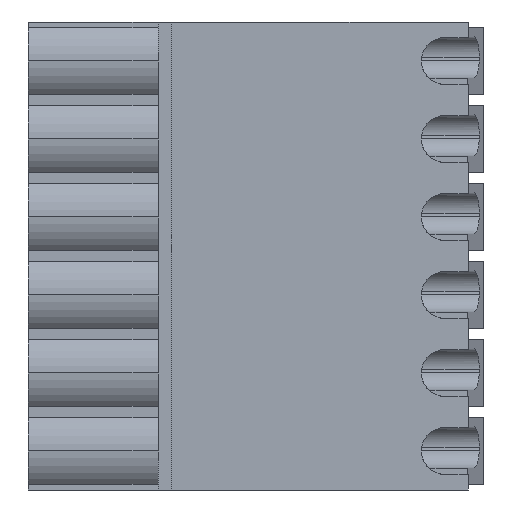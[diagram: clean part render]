
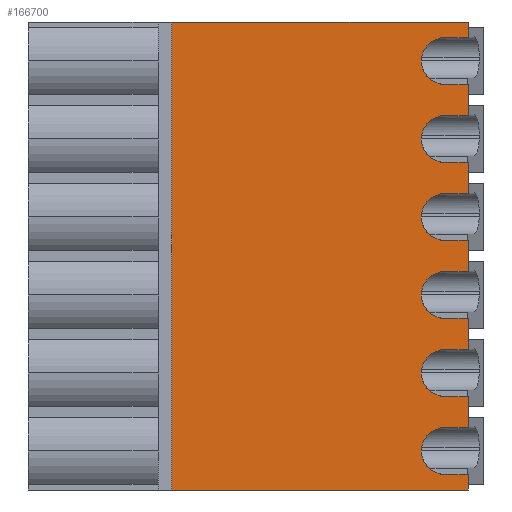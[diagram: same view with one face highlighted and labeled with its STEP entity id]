
A CAD part, front view. The second image highlights one B-rep face of the part: STEP entity #166700.
In plain terms, the highlighted planar face has unit normal (0, -1, 0).
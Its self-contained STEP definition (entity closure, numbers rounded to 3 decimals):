
#7790=CARTESIAN_POINT('',(-12.17,16.46,39.22));
#7800=VERTEX_POINT('',#7790);
#7830=CARTESIAN_POINT('',(35.06,16.46,39.22));
#7840=DIRECTION('',(-1.,0.,0.));
#7850=VECTOR('',#7840,1.);
#7860=LINE('',#7830,#7850);
#7870=CARTESIAN_POINT('',(-13.67,16.46,39.22));
#7880=VERTEX_POINT('',#7870);
#7890=EDGE_CURVE('',#7800,#7880,#7860,.T.);
#9260=CARTESIAN_POINT('',(-13.67,16.46,0.));
#9270=DIRECTION('',(0.,0.,-1.));
#9280=VECTOR('',#9270,1.);
#9290=LINE('',#9260,#9280);
#9300=CARTESIAN_POINT('',(-13.67,16.46,38.22));
#9310=VERTEX_POINT('',#9300);
#9320=EDGE_CURVE('',#7880,#9310,#9290,.T.);
#30900=CARTESIAN_POINT('',(-13.67,16.46,44.22));
#30910=VERTEX_POINT('',#30900);
#31080=CARTESIAN_POINT('',(-12.17,16.46,44.22));
#31090=VERTEX_POINT('',#31080);
#31120=CARTESIAN_POINT('',(35.06,16.46,44.22));
#31130=DIRECTION('',(-1.,0.,0.));
#31140=VECTOR('',#31130,1.);
#31150=LINE('',#31120,#31140);
#31160=EDGE_CURVE('',#31090,#30910,#31150,.T.);
#35390=CARTESIAN_POINT('',(0.,16.46,38.22));
#35400=DIRECTION('',(-1.,0.,0.));
#35410=VECTOR('',#35400,1.);
#35420=LINE('',#35390,#35410);
#35430=CARTESIAN_POINT('',(5.33,16.46,38.22));
#35440=VERTEX_POINT('',#35430);
#35450=EDGE_CURVE('',#35440,#9310,#35420,.T.);
#44670=CARTESIAN_POINT('',(-12.17,16.46,42.22));
#44680=VERTEX_POINT('',#44670);
#44770=CARTESIAN_POINT('',(-13.67,16.46,42.22));
#44780=VERTEX_POINT('',#44770);
#44810=CARTESIAN_POINT('',(0.,16.46,42.22));
#44820=DIRECTION('',(1.,0.,0.));
#44830=VECTOR('',#44820,1.);
#44840=LINE('',#44810,#44830);
#44850=EDGE_CURVE('',#44780,#44680,#44840,.T.);
#45180=CARTESIAN_POINT('',(-13.67,16.46,0.));
#45190=DIRECTION('',(0.,0.,-1.));
#45200=VECTOR('',#45190,1.);
#45210=LINE('',#45180,#45200);
#45220=EDGE_CURVE('',#30910,#44780,#45210,.T.);
#47420=CARTESIAN_POINT('',(-10.67,16.46,40.72));
#47430=VERTEX_POINT('',#47420);
#47460=CARTESIAN_POINT('',(-12.17,16.46,40.72));
#47470=DIRECTION('',(0.,1.,0.));
#47480=DIRECTION('',(-1.,0.,0.));
#47490=AXIS2_PLACEMENT_3D('',#47460,#47470,#47480);
#47500=CIRCLE('',#47490,1.5);
#47510=EDGE_CURVE('',#47430,#7800,#47500,.T.);
#50620=CARTESIAN_POINT('',(-13.67,16.46,49.22));
#50630=VERTEX_POINT('',#50620);
#50710=CARTESIAN_POINT('',(-12.17,16.46,49.22));
#50720=VERTEX_POINT('',#50710);
#50750=CARTESIAN_POINT('',(35.06,16.46,49.22));
#50760=DIRECTION('',(-1.,0.,0.));
#50770=VECTOR('',#50760,1.);
#50780=LINE('',#50750,#50770);
#50790=EDGE_CURVE('',#50720,#50630,#50780,.T.);
#63730=CARTESIAN_POINT('',(-10.67,16.46,50.72));
#63740=VERTEX_POINT('',#63730);
#63770=CARTESIAN_POINT('',(-12.17,16.46,50.72));
#63780=DIRECTION('',(0.,1.,0.));
#63790=DIRECTION('',(-1.,0.,0.));
#63800=AXIS2_PLACEMENT_3D('',#63770,#63780,#63790);
#63810=CIRCLE('',#63800,1.5);
#63820=EDGE_CURVE('',#63740,#50720,#63810,.T.);
#68260=CARTESIAN_POINT('',(-13.67,16.46,54.22));
#68270=VERTEX_POINT('',#68260);
#68440=CARTESIAN_POINT('',(-12.17,16.46,54.22));
#68450=VERTEX_POINT('',#68440);
#68480=CARTESIAN_POINT('',(35.06,16.46,54.22));
#68490=DIRECTION('',(-1.,0.,0.));
#68500=VECTOR('',#68490,1.);
#68510=LINE('',#68480,#68500);
#68520=EDGE_CURVE('',#68450,#68270,#68510,.T.);
#69660=CARTESIAN_POINT('',(-10.67,16.46,45.72));
#69670=VERTEX_POINT('',#69660);
#69700=CARTESIAN_POINT('',(-12.17,16.46,45.72));
#69710=DIRECTION('',(0.,1.,0.));
#69720=DIRECTION('',(-1.,0.,0.));
#69730=AXIS2_PLACEMENT_3D('',#69700,#69710,#69720);
#69740=CIRCLE('',#69730,1.5);
#69750=EDGE_CURVE('',#69670,#31090,#69740,.T.);
#71900=CARTESIAN_POINT('',(-13.67,16.46,5.));
#71910=DIRECTION('',(0.,0.,-1.));
#71920=VECTOR('',#71910,1.);
#71930=LINE('',#71900,#71920);
#71940=CARTESIAN_POINT('',(-13.67,16.46,47.22));
#71950=VERTEX_POINT('',#71940);
#71960=EDGE_CURVE('',#50630,#71950,#71930,.T.);
#84790=CARTESIAN_POINT('',(-12.17,16.46,47.22));
#84800=VERTEX_POINT('',#84790);
#84910=CARTESIAN_POINT('',(0.,16.46,47.22));
#84920=DIRECTION('',(1.,0.,0.));
#84930=VECTOR('',#84920,1.);
#84940=LINE('',#84910,#84930);
#84950=EDGE_CURVE('',#71950,#84800,#84940,.T.);
#94610=CARTESIAN_POINT('',(-13.67,16.46,10.));
#94620=DIRECTION('',(0.,0.,-1.));
#94630=VECTOR('',#94620,1.);
#94640=LINE('',#94610,#94630);
#94650=CARTESIAN_POINT('',(-13.67,16.46,52.22));
#94660=VERTEX_POINT('',#94650);
#94670=EDGE_CURVE('',#68270,#94660,#94640,.T.);
#96210=CARTESIAN_POINT('',(-12.17,16.46,52.22));
#96220=VERTEX_POINT('',#96210);
#96280=CARTESIAN_POINT('',(0.,16.46,52.22));
#96290=DIRECTION('',(1.,0.,0.));
#96300=VECTOR('',#96290,1.);
#96310=LINE('',#96280,#96300);
#96320=EDGE_CURVE('',#94660,#96220,#96310,.T.);
#96530=CARTESIAN_POINT('',(-13.67,16.46,59.22));
#96540=VERTEX_POINT('',#96530);
#96710=CARTESIAN_POINT('',(-12.17,16.46,59.22));
#96720=VERTEX_POINT('',#96710);
#96750=CARTESIAN_POINT('',(35.06,16.46,59.22));
#96760=DIRECTION('',(-1.,0.,0.));
#96770=VECTOR('',#96760,1.);
#96780=LINE('',#96750,#96770);
#96790=EDGE_CURVE('',#96720,#96540,#96780,.T.);
#120220=CARTESIAN_POINT('',(-13.67,16.46,15.));
#120230=DIRECTION('',(0.,0.,-1.));
#120240=VECTOR('',#120230,1.);
#120250=LINE('',#120220,#120240);
#120260=CARTESIAN_POINT('',(-13.67,16.46,57.22));
#120270=VERTEX_POINT('',#120260);
#120280=EDGE_CURVE('',#96540,#120270,#120250,.T.);
#121800=CARTESIAN_POINT('',(-12.17,16.46,57.22));
#121810=VERTEX_POINT('',#121800);
#121870=CARTESIAN_POINT('',(0.,16.46,57.22));
#121880=DIRECTION('',(1.,0.,0.));
#121890=VECTOR('',#121880,1.);
#121900=LINE('',#121870,#121890);
#121910=EDGE_CURVE('',#120270,#121810,#121900,.T.);
#126470=CARTESIAN_POINT('',(-13.67,16.46,64.22));
#126480=VERTEX_POINT('',#126470);
#126650=CARTESIAN_POINT('',(-12.17,16.46,64.22));
#126660=VERTEX_POINT('',#126650);
#126690=CARTESIAN_POINT('',(35.06,16.46,64.22));
#126700=DIRECTION('',(-1.,0.,0.));
#126710=VECTOR('',#126700,1.);
#126720=LINE('',#126690,#126710);
#126730=EDGE_CURVE('',#126660,#126480,#126720,.T.);
#127670=CARTESIAN_POINT('',(-10.67,16.46,60.72));
#127680=VERTEX_POINT('',#127670);
#127710=CARTESIAN_POINT('',(-12.17,16.46,60.72));
#127720=DIRECTION('',(0.,1.,0.));
#127730=DIRECTION('',(-1.,0.,0.));
#127740=AXIS2_PLACEMENT_3D('',#127710,#127720,#127730);
#127750=CIRCLE('',#127740,1.5);
#127760=EDGE_CURVE('',#127680,#96720,#127750,.T.);
#132010=CARTESIAN_POINT('',(-10.67,16.46,55.72));
#132020=VERTEX_POINT('',#132010);
#132050=CARTESIAN_POINT('',(-12.17,16.46,55.72));
#132060=DIRECTION('',(0.,1.,0.));
#132070=DIRECTION('',(-1.,0.,0.));
#132080=AXIS2_PLACEMENT_3D('',#132050,#132060,#132070);
#132090=CIRCLE('',#132080,1.5);
#132100=EDGE_CURVE('',#132020,#68450,#132090,.T.);
#155800=CARTESIAN_POINT('',(5.33,16.46,68.22));
#155810=VERTEX_POINT('',#155800);
#155840=CARTESIAN_POINT('',(0.,16.46,68.22));
#155850=DIRECTION('',(-1.,0.,0.));
#155860=VECTOR('',#155850,1.);
#155870=LINE('',#155840,#155860);
#155880=CARTESIAN_POINT('',(-13.67,16.46,68.22));
#155890=VERTEX_POINT('',#155880);
#155900=EDGE_CURVE('',#155810,#155890,#155870,.T.);
#157170=CARTESIAN_POINT('',(5.33,16.46,57.77));
#157180=DIRECTION('',(0.,0.,1.));
#157190=VECTOR('',#157180,1.);
#157200=LINE('',#157170,#157190);
#157210=EDGE_CURVE('',#35440,#155810,#157200,.T.);
#165870=CARTESIAN_POINT('',(5.333,16.46,68.673));
#165880=DIRECTION('',(0.,-1.,0.));
#165890=DIRECTION('',(-1.,0.,0.));
#165900=AXIS2_PLACEMENT_3D('',#165870,#165880,#165890);
#165910=PLANE('',#165900);
#165920=ORIENTED_EDGE('',*,*,#35450,.F.);
#165930=ORIENTED_EDGE('',*,*,#9320,.T.);
#165940=ORIENTED_EDGE('',*,*,#7890,.T.);
#165950=ORIENTED_EDGE('',*,*,#47510,.T.);
#165960=EDGE_CURVE('',#44680,#47430,#47500,.T.);
#165970=ORIENTED_EDGE('',*,*,#165960,.T.);
#165980=ORIENTED_EDGE('',*,*,#44850,.T.);
#165990=ORIENTED_EDGE('',*,*,#45220,.T.);
#166000=ORIENTED_EDGE('',*,*,#31160,.T.);
#166010=ORIENTED_EDGE('',*,*,#69750,.T.);
#166020=EDGE_CURVE('',#84800,#69670,#69740,.T.);
#166030=ORIENTED_EDGE('',*,*,#166020,.T.);
#166040=ORIENTED_EDGE('',*,*,#84950,.T.);
#166050=ORIENTED_EDGE('',*,*,#71960,.T.);
#166060=ORIENTED_EDGE('',*,*,#50790,.T.);
#166070=ORIENTED_EDGE('',*,*,#63820,.T.);
#166080=EDGE_CURVE('',#96220,#63740,#63810,.T.);
#166090=ORIENTED_EDGE('',*,*,#166080,.T.);
#166100=ORIENTED_EDGE('',*,*,#96320,.T.);
#166110=ORIENTED_EDGE('',*,*,#94670,.T.);
#166120=ORIENTED_EDGE('',*,*,#68520,.T.);
#166130=ORIENTED_EDGE('',*,*,#132100,.T.);
#166140=EDGE_CURVE('',#121810,#132020,#132090,.T.);
#166150=ORIENTED_EDGE('',*,*,#166140,.T.);
#166160=ORIENTED_EDGE('',*,*,#121910,.T.);
#166170=ORIENTED_EDGE('',*,*,#120280,.T.);
#166180=ORIENTED_EDGE('',*,*,#96790,.T.);
#166190=ORIENTED_EDGE('',*,*,#127760,.T.);
#166200=CARTESIAN_POINT('',(-12.17,16.46,62.22));
#166210=VERTEX_POINT('',#166200);
#166220=EDGE_CURVE('',#166210,#127680,#127750,.T.);
#166230=ORIENTED_EDGE('',*,*,#166220,.T.);
#166240=CARTESIAN_POINT('',(0.,16.46,62.22));
#166250=DIRECTION('',(1.,0.,0.));
#166260=VECTOR('',#166250,1.);
#166270=LINE('',#166240,#166260);
#166280=CARTESIAN_POINT('',(-13.67,16.46,62.22));
#166290=VERTEX_POINT('',#166280);
#166300=EDGE_CURVE('',#166290,#166210,#166270,.T.);
#166310=ORIENTED_EDGE('',*,*,#166300,.T.);
#166320=CARTESIAN_POINT('',(-13.67,16.46,20.));
#166330=DIRECTION('',(0.,0.,-1.));
#166340=VECTOR('',#166330,1.);
#166350=LINE('',#166320,#166340);
#166360=EDGE_CURVE('',#126480,#166290,#166350,.T.);
#166370=ORIENTED_EDGE('',*,*,#166360,.T.);
#166380=ORIENTED_EDGE('',*,*,#126730,.T.);
#166390=CARTESIAN_POINT('',(-12.17,16.46,65.72));
#166400=DIRECTION('',(0.,1.,0.));
#166410=DIRECTION('',(-1.,0.,0.));
#166420=AXIS2_PLACEMENT_3D('',#166390,#166400,#166410);
#166430=CIRCLE('',#166420,1.5);
#166440=CARTESIAN_POINT('',(-10.67,16.46,65.72));
#166450=VERTEX_POINT('',#166440);
#166460=EDGE_CURVE('',#166450,#126660,#166430,.T.);
#166470=ORIENTED_EDGE('',*,*,#166460,.T.);
#166480=CARTESIAN_POINT('',(-12.17,16.46,67.22));
#166490=VERTEX_POINT('',#166480);
#166500=EDGE_CURVE('',#166490,#166450,#166430,.T.);
#166510=ORIENTED_EDGE('',*,*,#166500,.T.);
#166520=CARTESIAN_POINT('',(0.,16.46,67.22));
#166530=DIRECTION('',(-1.,0.,0.));
#166540=VECTOR('',#166530,1.);
#166550=LINE('',#166520,#166540);
#166560=CARTESIAN_POINT('',(-13.67,16.46,67.22));
#166570=VERTEX_POINT('',#166560);
#166580=EDGE_CURVE('',#166490,#166570,#166550,.T.);
#166590=ORIENTED_EDGE('',*,*,#166580,.F.);
#166600=CARTESIAN_POINT('',(-13.67,16.46,20.));
#166610=DIRECTION('',(0.,0.,1.));
#166620=VECTOR('',#166610,1.);
#166630=LINE('',#166600,#166620);
#166640=EDGE_CURVE('',#166570,#155890,#166630,.T.);
#166650=ORIENTED_EDGE('',*,*,#166640,.F.);
#166660=ORIENTED_EDGE('',*,*,#155900,.T.);
#166670=ORIENTED_EDGE('',*,*,#157210,.T.);
#166680=EDGE_LOOP('',(#166670,#166660,#166650,#166590,#166510,#166470,
#166380,#166370,#166310,#166230,#166190,#166180,#166170,#166160,#166150,
#166130,#166120,#166110,#166100,#166090,#166070,#166060,#166050,#166040,
#166030,#166010,#166000,#165990,#165980,#165970,#165950,#165940,#165930,
#165920));
#166690=FACE_OUTER_BOUND('',#166680,.T.);
#166700=ADVANCED_FACE('',(#166690),#165910,.T.);
